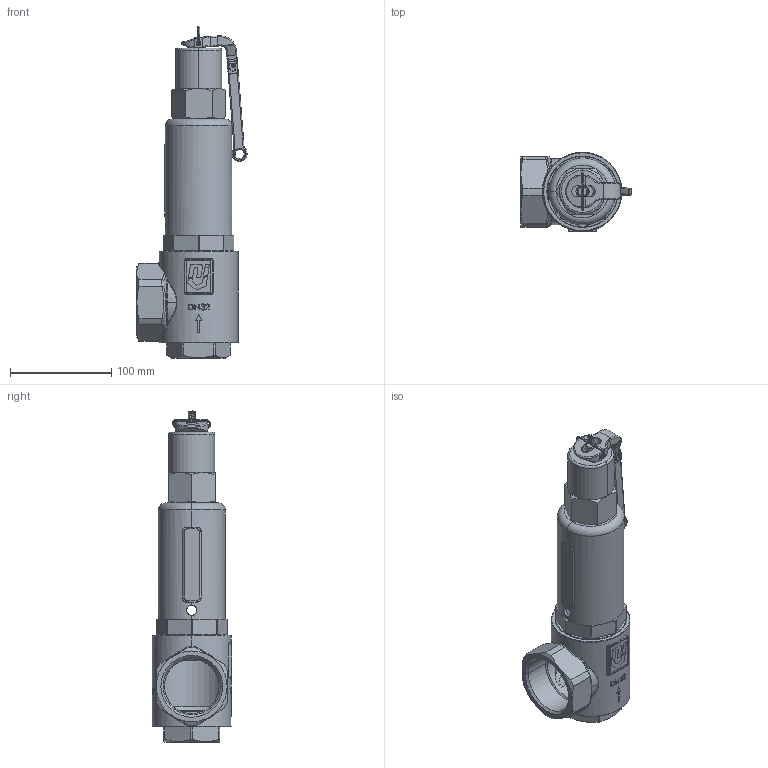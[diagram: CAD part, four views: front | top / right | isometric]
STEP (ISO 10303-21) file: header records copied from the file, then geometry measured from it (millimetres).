
FILE_DESCRIPTION(('HOOPS Exchange Step'),'2;1');
FILE_NAME('SV07-09-DN32-IG-Hebel.stp','2026-01-23T09:52:58+01:00',('nieru'),('Unknown organisation'),'HOOPS Exchange 2024.2','HOOPS Exchange','Unknown authorisation');
FILE_SCHEMA( ('AP203_CONFIGURATION_CONTROLLED_3D_DESIGN_OF_MECHANICAL_PARTS_AND_ASSEMBLIES_MIM_LF') );
Length unit declared in the file: millimetre
Products named in the file (2): 0; root
Assembly tree (1 placements, depth 2):
  root
    0
Bounding box: 109.01 x 78.5 x 328.11 mm (x, y, z)
Volume: 375288.1 mm3; surface area: 166499.2 mm2
Topology: 9 solids, 9 shells, 821 faces, 2068 edges, 1299 vertices
Faces by surface type: plane 320, cylinder 214, bspline 124, torus 83, cone 70, sphere 10
Entity records: 36384 total; most frequent: CARTESIAN_POINT 18006, ORIENTED_EDGE 4136, DIRECTION 3303, EDGE_CURVE 2068, VERTEX_POINT 1299, AXIS2_PLACEMENT_3D 1219, EDGE_LOOP 883, FACE_BOUND 883
